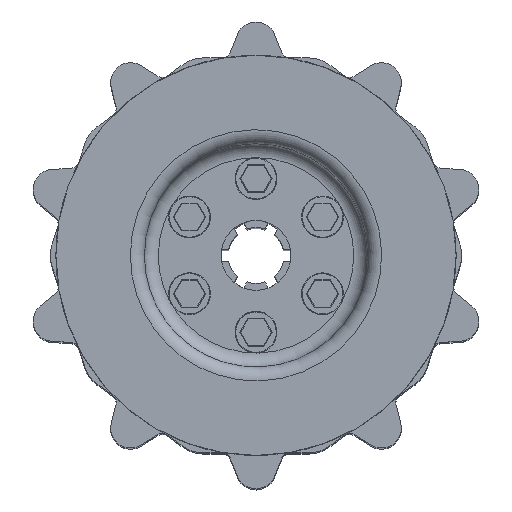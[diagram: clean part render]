
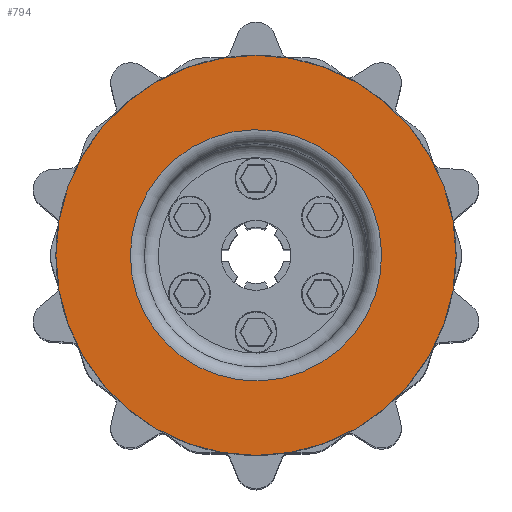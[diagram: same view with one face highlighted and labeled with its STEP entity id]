
A CAD part, top view. The second image highlights one B-rep face of the part: STEP entity #794.
In plain terms, the highlighted face is planar.
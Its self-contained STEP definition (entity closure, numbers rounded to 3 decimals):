
#735=CARTESIAN_POINT('',(-27.812,85.595,-25.));
#736=VERTEX_POINT('',#735);
#744=CARTESIAN_POINT('',(-90.,0.,-25.));
#745=VERTEX_POINT('',#744);
#746=CARTESIAN_POINT('',(0.,0.,-25.));
#747=DIRECTION('',(-0.309,0.951,0.));
#748=DIRECTION('',(0.,0.,-1.));
#749=AXIS2_PLACEMENT_3D('',#746,#748,#747);
#750=CIRCLE('',#749,90.);
#751=EDGE_CURVE('',#736,#745,#750,.T.);
#753=CARTESIAN_POINT('',(0.,0.,-25.));
#754=DIRECTION('',(-1.,0.,0.));
#755=DIRECTION('',(0.,0.,-1.));
#756=AXIS2_PLACEMENT_3D('',#753,#755,#754);
#757=CIRCLE('',#756,90.);
#758=EDGE_CURVE('',#745,#736,#757,.T.);
#765=CARTESIAN_POINT('',(0.,0.,-25.));
#766=DIRECTION('',(1.,0.,0.));
#767=DIRECTION('',(0.,0.,1.));
#768=AXIS2_PLACEMENT_3D('',#765,#767,#766);
#769=PLANE('',#768);
#770=CARTESIAN_POINT('',(143.335,0.,-25.));
#771=VERTEX_POINT('',#770);
#772=CARTESIAN_POINT('',(-143.335,0.,-25.));
#773=VERTEX_POINT('',#772);
#774=CARTESIAN_POINT('',(0.,0.,-25.));
#775=DIRECTION('',(1.,0.,0.));
#776=DIRECTION('',(0.,0.,-1.));
#777=AXIS2_PLACEMENT_3D('',#774,#776,#775);
#778=CIRCLE('',#777,143.335);
#779=EDGE_CURVE('',#771,#773,#778,.T.);
#780=ORIENTED_EDGE('E60',*,*,#779,.F.);
#781=CARTESIAN_POINT('',(0.,0.,-25.));
#782=DIRECTION('',(-1.,0.,0.));
#783=DIRECTION('',(0.,0.,-1.));
#784=AXIS2_PLACEMENT_3D('',#781,#783,#782);
#785=CIRCLE('',#784,143.335);
#786=EDGE_CURVE('',#773,#771,#785,.T.);
#787=ORIENTED_EDGE('E61',*,*,#786,.F.);
#788=EDGE_LOOP('',(#780,#787));
#789=FACE_OUTER_BOUND('',#788,.F.);
#790=ORIENTED_EDGE('',*,*,#751,.T.);
#791=ORIENTED_EDGE('',*,*,#758,.T.);
#792=EDGE_LOOP('',(#790,#791));
#793=FACE_BOUND('',#792,.F.);
#794=ADVANCED_FACE('F17',(#789,#793),#769,.F.);
